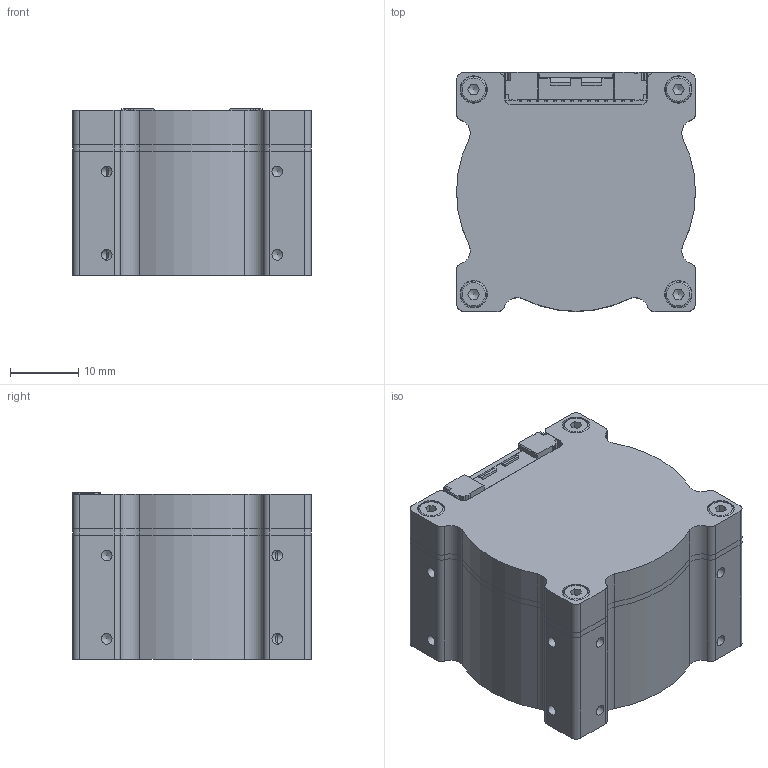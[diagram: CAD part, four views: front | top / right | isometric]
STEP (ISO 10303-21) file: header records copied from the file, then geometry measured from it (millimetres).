
FILE_DESCRIPTION(/* description */ (''),/* implementation_level */ '2;1');
FILE_NAME(/* name */ 'CubeWheel_CW0057_220715.stp',/* time_stamp */ '2022-07-15T17:31:30+02:00',/* author */ ('Lawrence'),/* organization */ (''),/* preprocessor_version */ 'ST-DEVELOPER v18.1',/* originating_system */ 'Autodesk Inventor 2022',/* authorisation */ '');
FILE_SCHEMA (('AUTOMOTIVE_DESIGN { 1 0 10303 214 3 1 1 }'));
Length unit declared in the file: millimetre
Products named in the file (1): CW0057-0000-M02_Shrinkwrap_1
Bounding box: 35 x 35 x 24.4 mm (x, y, z)
Volume: 10379.4 mm3; surface area: 13457.8 mm2
Topology: 9 solids, 13 shells, 873 faces, 2327 edges, 1495 vertices
Faces by surface type: plane 634, cylinder 201, cone 34, torus 4
Full cylindrical faces by diameter (mm): 0.51 x8, 0.7 x8, 0.91 x8, 1.221 x4, 1.567 x16, 1.6 x4, 2 x6, 3.8 x4, 4 x4, 10 x1, 33.35 x1, 33.4 x1
Entity records: 27729 total; most frequent: CARTESIAN_POINT 4770, ORIENTED_EDGE 4622, DIRECTION 4432, EDGE_CURVE 2311, LINE 1878, VECTOR 1878, VERTEX_POINT 1495, AXIS2_PLACEMENT_3D 1277
